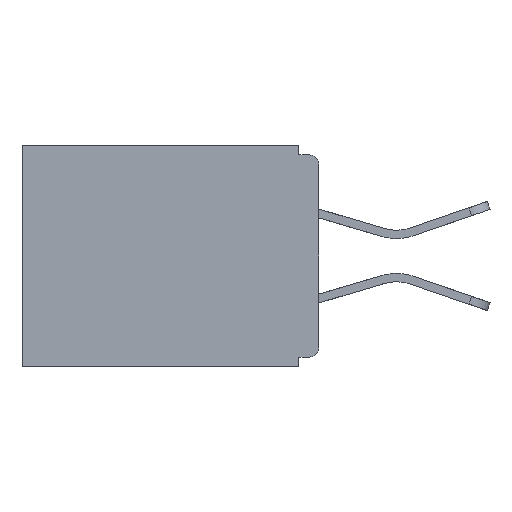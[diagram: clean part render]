
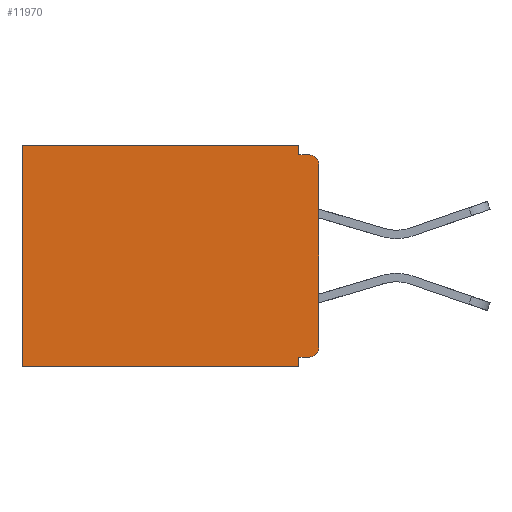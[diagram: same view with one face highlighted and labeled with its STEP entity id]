
A CAD part, left-side view. The second image highlights one B-rep face of the part: STEP entity #11970.
In plain terms, the highlighted planar face has unit normal (-1, 0, 0).
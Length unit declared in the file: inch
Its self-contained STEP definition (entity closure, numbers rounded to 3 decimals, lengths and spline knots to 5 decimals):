
#834 = CARTESIAN_POINT ( 'NONE',  ( 0.298, 0.015, -0.328 ) ) ;
#941 = VECTOR ( 'NONE', #10505, 39.37008 ) ;
#1153 = ORIENTED_EDGE ( 'NONE', *, *, #8651, .T. ) ;
#1465 = LINE ( 'NONE', #1669, #9567 ) ;
#1669 = CARTESIAN_POINT ( 'NONE',  ( 0.298, 0.46, 0. ) ) ;
#1862 = VERTEX_POINT ( 'NONE', #2893 ) ;
#1917 = VECTOR ( 'NONE', #4010, 39.37008 ) ;
#2091 = VECTOR ( 'NONE', #15713, 39.37008 ) ;
#2678 = CARTESIAN_POINT ( 'NONE',  ( 0.298, 0.015, -0.313 ) ) ;
#2893 = CARTESIAN_POINT ( 'NONE',  ( 0.298, 0.015, -0.015 ) ) ;
#2995 = CARTESIAN_POINT ( 'NONE',  ( 0.298, 0.031, -0.343 ) ) ;
#2998 = EDGE_CURVE ( 'NONE', #15676, #11220, #15473, .T. ) ;
#3087 = CARTESIAN_POINT ( 'NONE',  ( 0.298, 0.031, -0.343 ) ) ;
#3119 = CIRCLE ( 'NONE', #14826, 0.015 ) ;
#3158 = ORIENTED_EDGE ( 'NONE', *, *, #15349, .F. ) ;
#3475 = CARTESIAN_POINT ( 'NONE',  ( 0.298, 0., 0. ) ) ;
#3529 = DIRECTION ( 'NONE',  ( 1., 0., 0. ) ) ;
#3688 = CARTESIAN_POINT ( 'NONE',  ( 0.298, 0.031, -0.015 ) ) ;
#3911 = DIRECTION ( 'NONE',  ( -1., 0., 0. ) ) ;
#4010 = DIRECTION ( 'NONE',  ( 0., 0., -1. ) ) ;
#4262 = ORIENTED_EDGE ( 'NONE', *, *, #11407, .F. ) ;
#4306 = ORIENTED_EDGE ( 'NONE', *, *, #9247, .T. ) ;
#4442 = CIRCLE ( 'NONE', #8108, 0.015 ) ;
#4445 = LINE ( 'NONE', #15810, #11160 ) ;
#4585 = CARTESIAN_POINT ( 'NONE',  ( 0.298, 0.031, -0.343 ) ) ;
#4650 = CARTESIAN_POINT ( 'NONE',  ( 0.298, 0., 0. ) ) ;
#4824 = EDGE_CURVE ( 'NONE', #6771, #8115, #1465, .T. ) ;
#4849 = CARTESIAN_POINT ( 'NONE',  ( 0.298, 0.46, 0. ) ) ;
#5147 = DIRECTION ( 'NONE',  ( 0., 0., -1. ) ) ;
#5262 = DIRECTION ( 'NONE',  ( 0., 0., -1. ) ) ;
#5407 = VERTEX_POINT ( 'NONE', #15454 ) ;
#5564 = VERTEX_POINT ( 'NONE', #15169 ) ;
#5791 = VERTEX_POINT ( 'NONE', #8284 ) ;
#6257 = AXIS2_PLACEMENT_3D ( 'NONE', #3475, #3529, #10774 ) ;
#6423 = EDGE_LOOP ( 'NONE', ( #4306, #13142, #8473, #12824, #11504, #3158, #9694, #4262, #1153, #11238 ) ) ;
#6771 = VERTEX_POINT ( 'NONE', #4849 ) ;
#7101 = DIRECTION ( 'NONE',  ( 0., 1., 0. ) ) ;
#7393 = CARTESIAN_POINT ( 'NONE',  ( 0.298, 0., -0.328 ) ) ;
#7782 = DIRECTION ( 'NONE',  ( 0., 0., -1. ) ) ;
#8108 = AXIS2_PLACEMENT_3D ( 'NONE', #12467, #3911, #5147 ) ;
#8115 = VERTEX_POINT ( 'NONE', #11412 ) ;
#8284 = CARTESIAN_POINT ( 'NONE',  ( 0.298, 0., -0.313 ) ) ;
#8473 = ORIENTED_EDGE ( 'NONE', *, *, #13804, .F. ) ;
#8651 = EDGE_CURVE ( 'NONE', #9780, #5791, #3119, .T. ) ;
#8908 = CARTESIAN_POINT ( 'NONE',  ( 0.298, 0., 0. ) ) ;
#9129 = CARTESIAN_POINT ( 'NONE',  ( 0.298, 0., -0.015 ) ) ;
#9172 = DIRECTION ( 'NONE',  ( 0., 0., -1. ) ) ;
#9247 = EDGE_CURVE ( 'NONE', #5564, #1862, #4442, .T. ) ;
#9301 = VECTOR ( 'NONE', #15557, 39.37008 ) ;
#9317 = EDGE_CURVE ( 'NONE', #13576, #1862, #15848, .T. ) ;
#9431 = LINE ( 'NONE', #4650, #2091 ) ;
#9564 = CARTESIAN_POINT ( 'NONE',  ( 0.298, 0.031, -0.328 ) ) ;
#9567 = VECTOR ( 'NONE', #7782, 39.37008 ) ;
#9694 = ORIENTED_EDGE ( 'NONE', *, *, #2998, .F. ) ;
#9780 = VERTEX_POINT ( 'NONE', #834 ) ;
#9797 = EDGE_CURVE ( 'NONE', #5407, #6771, #9431, .T. ) ;
#10039 = EDGE_CURVE ( 'NONE', #5564, #5791, #14468, .T. ) ;
#10090 = DIRECTION ( 'NONE',  ( -1., 0., 0. ) ) ;
#10333 = FACE_OUTER_BOUND ( 'NONE', #6423, .T. ) ;
#10505 = DIRECTION ( 'NONE',  ( 0., -1., 0. ) ) ;
#10774 = DIRECTION ( 'NONE',  ( 0., 0., -1. ) ) ;
#10825 = PLANE ( 'NONE',  #6257 ) ;
#11160 = VECTOR ( 'NONE', #7101, 39.37008 ) ;
#11220 = VERTEX_POINT ( 'NONE', #2995 ) ;
#11238 = ORIENTED_EDGE ( 'NONE', *, *, #10039, .F. ) ;
#11407 = EDGE_CURVE ( 'NONE', #9780, #15676, #15598, .T. ) ;
#11412 = CARTESIAN_POINT ( 'NONE',  ( 0.298, 0.46, -0.343 ) ) ;
#11504 = ORIENTED_EDGE ( 'NONE', *, *, #4824, .T. ) ;
#11970 = ADVANCED_FACE ( 'NONE', ( #10333 ), #10825, .F. ) ;
#12281 = VECTOR ( 'NONE', #13327, 39.37008 ) ;
#12467 = CARTESIAN_POINT ( 'NONE',  ( 0.298, 0.015, -0.03 ) ) ;
#12589 = LINE ( 'NONE', #4585, #9301 ) ;
#12824 = ORIENTED_EDGE ( 'NONE', *, *, #9797, .T. ) ;
#13142 = ORIENTED_EDGE ( 'NONE', *, *, #9317, .F. ) ;
#13327 = DIRECTION ( 'NONE',  ( 0., 1., 0. ) ) ;
#13576 = VERTEX_POINT ( 'NONE', #3688 ) ;
#13804 = EDGE_CURVE ( 'NONE', #5407, #13576, #12589, .T. ) ;
#14468 = LINE ( 'NONE', #8908, #1917 ) ;
#14826 = AXIS2_PLACEMENT_3D ( 'NONE', #2678, #10090, #5262 ) ;
#15080 = VECTOR ( 'NONE', #9172, 39.37008 ) ;
#15169 = CARTESIAN_POINT ( 'NONE',  ( 0.298, 0., -0.03 ) ) ;
#15349 = EDGE_CURVE ( 'NONE', #11220, #8115, #4445, .T. ) ;
#15454 = CARTESIAN_POINT ( 'NONE',  ( 0.298, 0.031, 0. ) ) ;
#15473 = LINE ( 'NONE', #3087, #15080 ) ;
#15557 = DIRECTION ( 'NONE',  ( 0., 0., -1. ) ) ;
#15598 = LINE ( 'NONE', #7393, #12281 ) ;
#15676 = VERTEX_POINT ( 'NONE', #9564 ) ;
#15713 = DIRECTION ( 'NONE',  ( 0., 1., 0. ) ) ;
#15810 = CARTESIAN_POINT ( 'NONE',  ( 0.298, 0., -0.343 ) ) ;
#15848 = LINE ( 'NONE', #9129, #941 ) ;
